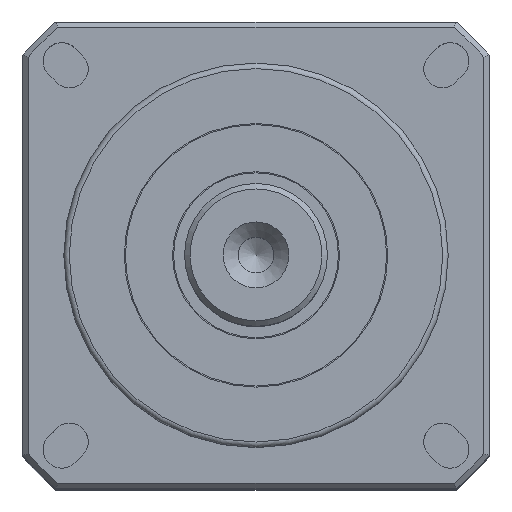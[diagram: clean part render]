
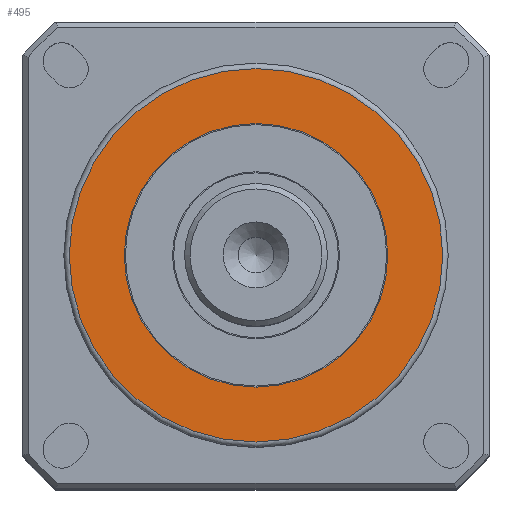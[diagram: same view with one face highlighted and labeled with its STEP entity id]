
A CAD part, top view. The second image highlights one B-rep face of the part: STEP entity #495.
In plain terms, the highlighted planar face has unit normal (0, 0, 1).
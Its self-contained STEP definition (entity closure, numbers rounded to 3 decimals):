
#495 = ADVANCED_FACE( 'NONE', ( #1066, #1067 ), #1068, .T. );
#1066 = FACE_OUTER_BOUND( '', #1648, .T. );
#1067 = FACE_BOUND( '', #1649, .T. );
#1068 = PLANE( '', #1650 );
#1648 = EDGE_LOOP( '', ( #2971 ) );
#1649 = EDGE_LOOP( '', ( #2972 ) );
#1650 = AXIS2_PLACEMENT_3D( '', #2973, #2974, #2975 );
#2971 = ORIENTED_EDGE( '', *, *, #3088, .F. );
#2972 = ORIENTED_EDGE( '', *, *, #3513, .T. );
#2973 = CARTESIAN_POINT( '', ( 0., -8.75, 68.25 ) );
#2974 = DIRECTION( '', ( 0., 0., 1. ) );
#2975 = DIRECTION( '', ( 1., 0., 0. ) );
#3088 = EDGE_CURVE( 'NONE', #3618, #3618, #3619, .T. );
#3513 = EDGE_CURVE( 'NONE', #4269, #4269, #4270, .T. );
#3618 = VERTEX_POINT( '', #4387 );
#3619 = CIRCLE( '', #4388, 17. );
#4269 = VERTEX_POINT( '', #5529 );
#4270 = CIRCLE( '', #5530, 12. );
#4387 = CARTESIAN_POINT( '', ( 0., 17., 68.25 ) );
#4388 = AXIS2_PLACEMENT_3D( '', #5762, #5763, #5764 );
#5529 = CARTESIAN_POINT( '', ( -12., 0., 68.25 ) );
#5530 = AXIS2_PLACEMENT_3D( '', #6315, #6316, #6317 );
#5762 = CARTESIAN_POINT( '', ( 0., 0., 68.25 ) );
#5763 = DIRECTION( '', ( 0., 0., -1. ) );
#5764 = DIRECTION( '', ( 0., 1., 0. ) );
#6315 = CARTESIAN_POINT( '', ( 0., 0., 68.25 ) );
#6316 = DIRECTION( '', ( 0., 0., -1. ) );
#6317 = DIRECTION( '', ( -1., 0., 0. ) );
